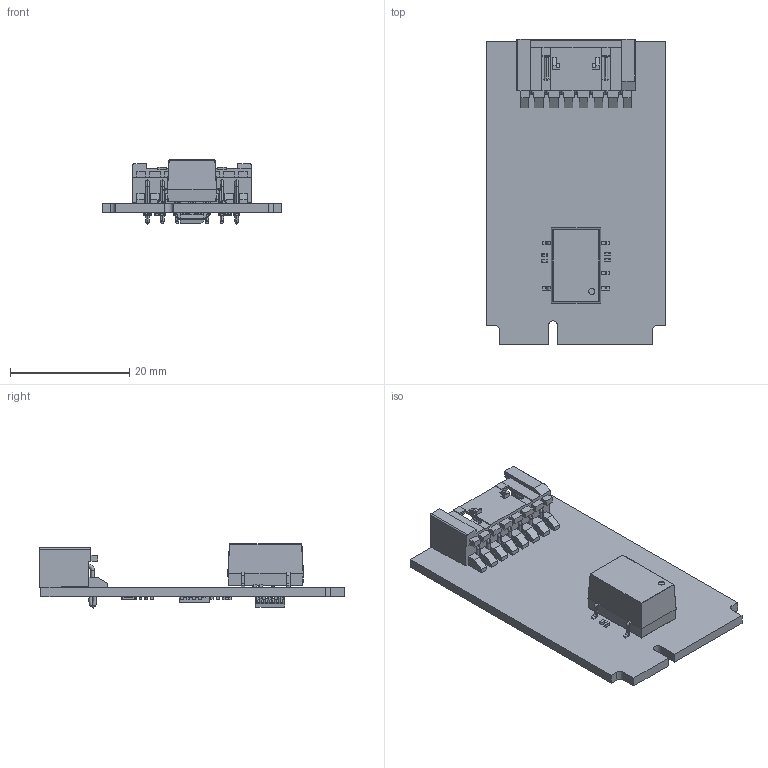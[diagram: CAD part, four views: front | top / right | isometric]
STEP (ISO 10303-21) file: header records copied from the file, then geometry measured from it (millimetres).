
FILE_DESCRIPTION(('Open CASCADE Model'),'2;1');
FILE_NAME('Open CASCADE Shape Model','2023-03-21T14:45:43',('Author'),( 'Open CASCADE'),'Open CASCADE STEP processor 6.8','Open CASCADE 6.8' ,'Unknown');
FILE_SCHEMA(('AUTOMOTIVE_DESIGN { 1 0 10303 214 1 1 1 1 }'));
Length unit declared in the file: millimetre
Products named in the file (84): PCB; Board; Open CASCADE STEP translator 6.8 14.1.1; TR1; PDS1-S3-S3-M; R40; 0402CRCW; R23; R10; R11; R24; R26; R33; U1; SSOP16; R1; R32; R30; J2; 534260710; Open CASCADE STEP translator 6.8 14.14.1.1; Open CASCADE STEP translator 6.8 14.14.1.2; C20; 0402CAPMLCC; C21; R37; R15; R13; R19; R35; R22; R2; R14; R38; R21; R34; R17; R16; R18; C18 ...
Assembly tree (139 placements, depth 4):
  PCB
    Board
      Open CASCADE STEP translator 6.8 14.1.1
    TR1
      PDS1-S3-S3-M
    R40
      0402CRCW
    R23
      0402CRCW
    R10
      0402CRCW
    R11
      0402CRCW
    R24
      0402CRCW
    R26
      0402CRCW
    R33
      0402CRCW
    U1
      SSOP16
    R1
      0402CRCW
    R32
      0402CRCW
    R30
      0402CRCW
    J2
      534260710
        Open CASCADE STEP translator 6.8 14.14.1.1
        Open CASCADE STEP translator 6.8 14.14.1.2
    C20
      0402CAPMLCC
    C21
      0402CAPMLCC
    R37
      0402CRCW
    R15
      0402CRCW
    R13
      0402CRCW
    R19
      0402CRCW
    R35
      0402CRCW
    R22
      0402CRCW
    R2
      0402CRCW
    R14
      0402CRCW
    R38
      0402CRCW
    R21
      0402CRCW
    R34
      0402CRCW
    R17
      0402CRCW
    R16
Bounding box: 30 x 51.21 x 10.75 mm (x, y, z)
Volume: 3693.6 mm3; surface area: 5535.2 mm2
Topology: 59 solids, 87 shells, 4981 faces, 11980 edges, 6653 vertices
Faces by surface type: plane 2498, cylinder 1311, bspline 668, sphere 456, torus 30, cone 18
Entity records: 65534 total; most frequent: CARTESIAN_POINT 14440, ORIENTED_EDGE 8532, DIRECTION 8512, EDGE_CURVE 4266, LINE 2952, VECTOR 2952, AXIS2_PLACEMENT_3D 2780, VERTEX_POINT 2579
